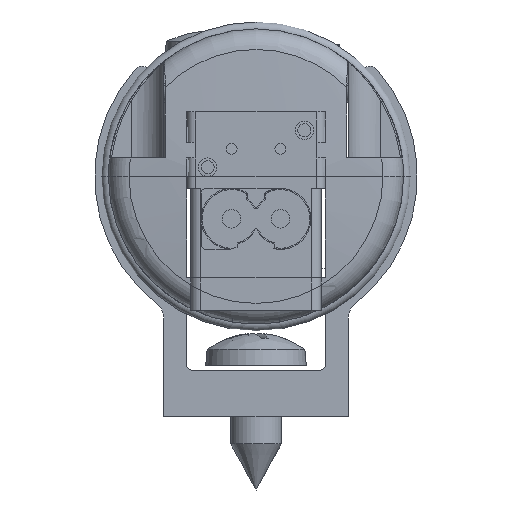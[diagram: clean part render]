
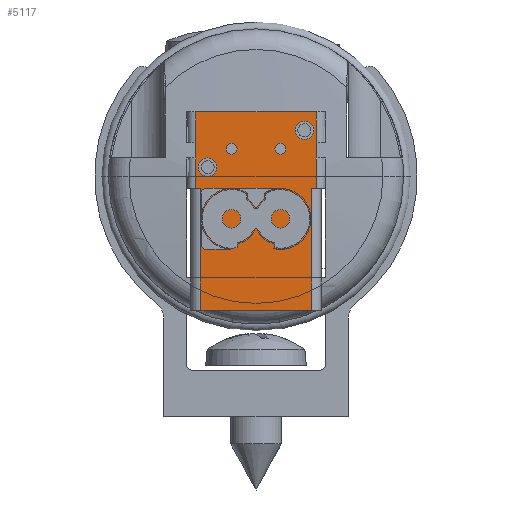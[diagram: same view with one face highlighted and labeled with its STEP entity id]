
A CAD part, left-side view. The second image highlights one B-rep face of the part: STEP entity #5117.
In plain terms, the highlighted planar face has unit normal (-1, 0, 0).
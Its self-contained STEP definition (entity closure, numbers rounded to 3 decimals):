
#312=FACE_BOUND('',#1085,.T.);
#313=FACE_BOUND('',#1086,.T.);
#314=FACE_BOUND('',#1087,.T.);
#315=FACE_BOUND('',#1088,.T.);
#435=CIRCLE('',#5439,0.6);
#437=CIRCLE('',#5442,0.6);
#438=CIRCLE('',#5444,1.);
#448=CIRCLE('',#5460,1.);
#868=FACE_OUTER_BOUND('',#1084,.T.);
#1084=EDGE_LOOP('',(#4064,#4065,#4066,#4067,#4068,#4069,#4070,#4071,#4072,
#4073,#4074,#4075));
#1085=EDGE_LOOP('',(#4076));
#1086=EDGE_LOOP('',(#4077));
#1087=EDGE_LOOP('',(#4078));
#1088=EDGE_LOOP('',(#4079));
#1437=LINE('',#8048,#1856);
#1439=LINE('',#8057,#1858);
#1441=LINE('',#8066,#1860);
#1447=LINE('',#8084,#1866);
#1448=LINE('',#8087,#1867);
#1449=LINE('',#8089,#1868);
#1450=LINE('',#8090,#1869);
#1451=LINE('',#8091,#1870);
#1452=LINE('',#8092,#1871);
#1453=LINE('',#8094,#1872);
#1454=LINE('',#8096,#1873);
#1455=LINE('',#8097,#1874);
#1856=VECTOR('',#6344,3.3);
#1858=VECTOR('',#6352,3.3);
#1860=VECTOR('',#6360,3.3);
#1866=VECTOR('',#6376,13.2);
#1867=VECTOR('',#6379,12.1);
#1868=VECTOR('',#6380,13.2);
#1869=VECTOR('',#6381,0.5);
#1870=VECTOR('',#6382,1.7);
#1871=VECTOR('',#6383,13.1);
#1872=VECTOR('',#6384,1.7);
#1873=VECTOR('',#6385,3.3);
#1874=VECTOR('',#6386,0.5);
#2332=VERTEX_POINT('',#8031);
#2334=VERTEX_POINT('',#8036);
#2335=VERTEX_POINT('',#8039);
#2337=VERTEX_POINT('',#8044);
#2339=VERTEX_POINT('',#8047);
#2341=VERTEX_POINT('',#8053);
#2343=VERTEX_POINT('',#8056);
#2345=VERTEX_POINT('',#8062);
#2347=VERTEX_POINT('',#8065);
#2353=VERTEX_POINT('',#8080);
#2354=VERTEX_POINT('',#8082);
#2355=VERTEX_POINT('',#8086);
#2356=VERTEX_POINT('',#8088);
#2357=VERTEX_POINT('',#8093);
#2358=VERTEX_POINT('',#8095);
#2359=VERTEX_POINT('',#8098);
#3095=EDGE_CURVE('',#2332,#2332,#435,.T.);
#3097=EDGE_CURVE('',#2334,#2334,#437,.T.);
#3098=EDGE_CURVE('',#2335,#2335,#438,.T.);
#3101=EDGE_CURVE('',#2339,#2337,#1437,.T.);
#3105=EDGE_CURVE('',#2343,#2341,#1439,.T.);
#3109=EDGE_CURVE('',#2347,#2345,#1441,.T.);
#3118=EDGE_CURVE('',#2353,#2354,#1447,.T.);
#3119=EDGE_CURVE('',#2354,#2355,#1448,.T.);
#3120=EDGE_CURVE('',#2355,#2356,#1449,.T.);
#3121=EDGE_CURVE('',#2347,#2356,#1450,.T.);
#3122=EDGE_CURVE('',#2343,#2345,#1451,.T.);
#3123=EDGE_CURVE('',#2339,#2341,#1452,.T.);
#3124=EDGE_CURVE('',#2357,#2337,#1453,.T.);
#3125=EDGE_CURVE('',#2357,#2358,#1454,.T.);
#3126=EDGE_CURVE('',#2353,#2358,#1455,.T.);
#3127=EDGE_CURVE('',#2359,#2359,#448,.T.);
#4064=ORIENTED_EDGE('',*,*,#3118,.T.);
#4065=ORIENTED_EDGE('',*,*,#3119,.T.);
#4066=ORIENTED_EDGE('',*,*,#3120,.T.);
#4067=ORIENTED_EDGE('',*,*,#3121,.F.);
#4068=ORIENTED_EDGE('',*,*,#3109,.T.);
#4069=ORIENTED_EDGE('',*,*,#3122,.F.);
#4070=ORIENTED_EDGE('',*,*,#3105,.T.);
#4071=ORIENTED_EDGE('',*,*,#3123,.F.);
#4072=ORIENTED_EDGE('',*,*,#3101,.T.);
#4073=ORIENTED_EDGE('',*,*,#3124,.F.);
#4074=ORIENTED_EDGE('',*,*,#3125,.T.);
#4075=ORIENTED_EDGE('',*,*,#3126,.F.);
#4076=ORIENTED_EDGE('',*,*,#3127,.T.);
#4077=ORIENTED_EDGE('',*,*,#3098,.T.);
#4078=ORIENTED_EDGE('',*,*,#3097,.T.);
#4079=ORIENTED_EDGE('',*,*,#3095,.T.);
#5009=PLANE('',#5459);
#5117=ADVANCED_FACE('',(#868,#312,#313,#314,#315),#5009,.T.);
#5439=AXIS2_PLACEMENT_3D('',#8032,#6326,#6327);
#5442=AXIS2_PLACEMENT_3D('',#8037,#6332,#6333);
#5444=AXIS2_PLACEMENT_3D('',#8040,#6336,#6337);
#5459=AXIS2_PLACEMENT_3D('',#8085,#6377,#6378);
#5460=AXIS2_PLACEMENT_3D('',#8099,#6387,#6388);
#6326=DIRECTION('center_axis',(1.,0.,0.));
#6327=DIRECTION('ref_axis',(0.,0.829,-0.559));
#6332=DIRECTION('center_axis',(1.,0.,0.));
#6333=DIRECTION('ref_axis',(0.,0.829,-0.559));
#6336=DIRECTION('center_axis',(1.,0.,0.));
#6337=DIRECTION('ref_axis',(0.,0.829,-0.559));
#6344=DIRECTION('',(0.,0.,-1.));
#6352=DIRECTION('',(0.,0.,1.));
#6360=DIRECTION('',(0.,0.,1.));
#6376=DIRECTION('',(0.,0.,-1.));
#6377=DIRECTION('center_axis',(-1.,0.,0.));
#6378=DIRECTION('ref_axis',(0.,0.,1.));
#6379=DIRECTION('',(0.,-1.,0.));
#6380=DIRECTION('',(0.,0.,1.));
#6381=DIRECTION('',(0.,1.,0.));
#6382=DIRECTION('',(0.,0.,-1.));
#6383=DIRECTION('',(0.,-1.,0.));
#6384=DIRECTION('',(0.,0.,1.));
#6385=DIRECTION('',(0.,0.,-1.));
#6386=DIRECTION('',(0.,1.,0.));
#6387=DIRECTION('center_axis',(1.,0.,0.));
#6388=DIRECTION('ref_axis',(0.,0.829,-0.559));
#8031=CARTESIAN_POINT('',(-353.6,-2.05,3.));
#8032=CARTESIAN_POINT('Origin',(-353.6,-2.65,3.));
#8036=CARTESIAN_POINT('',(-353.6,3.25,3.));
#8037=CARTESIAN_POINT('Origin',(-353.6,2.65,3.));
#8039=CARTESIAN_POINT('',(-353.6,-4.25,5.));
#8040=CARTESIAN_POINT('Origin',(-353.6,-5.25,5.));
#8044=CARTESIAN_POINT('',(-353.6,6.55,3.7));
#8047=CARTESIAN_POINT('',(-353.6,6.55,7.));
#8048=CARTESIAN_POINT('',(-353.6,6.55,7.));
#8053=CARTESIAN_POINT('',(-353.6,-6.55,7.));
#8056=CARTESIAN_POINT('',(-353.6,-6.55,3.7));
#8057=CARTESIAN_POINT('',(-353.6,-6.55,3.7));
#8062=CARTESIAN_POINT('',(-353.6,-6.55,2.));
#8065=CARTESIAN_POINT('',(-353.6,-6.55,-1.3));
#8066=CARTESIAN_POINT('',(-353.6,-6.55,-1.3));
#8080=CARTESIAN_POINT('',(-353.6,6.05,-1.3));
#8082=CARTESIAN_POINT('',(-353.6,6.05,-14.5));
#8084=CARTESIAN_POINT('',(-353.6,6.05,-1.3));
#8085=CARTESIAN_POINT('Origin',(-353.6,0.,7.515));
#8086=CARTESIAN_POINT('',(-353.6,-6.05,-14.5));
#8087=CARTESIAN_POINT('',(-353.6,6.05,-14.5));
#8088=CARTESIAN_POINT('',(-353.6,-6.05,-1.3));
#8089=CARTESIAN_POINT('',(-353.6,-6.05,-14.5));
#8090=CARTESIAN_POINT('',(-353.6,-6.55,-1.3));
#8091=CARTESIAN_POINT('',(-353.6,-6.55,3.7));
#8092=CARTESIAN_POINT('',(-353.6,6.55,7.));
#8093=CARTESIAN_POINT('',(-353.6,6.55,2.));
#8094=CARTESIAN_POINT('',(-353.6,6.55,2.));
#8095=CARTESIAN_POINT('',(-353.6,6.55,-1.3));
#8096=CARTESIAN_POINT('',(-353.6,6.55,2.));
#8097=CARTESIAN_POINT('',(-353.6,6.05,-1.3));
#8098=CARTESIAN_POINT('',(-353.6,6.25,1.));
#8099=CARTESIAN_POINT('Origin',(-353.6,5.25,1.));
